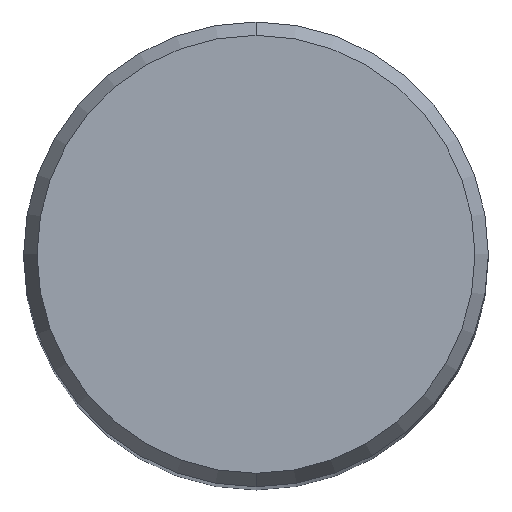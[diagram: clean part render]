
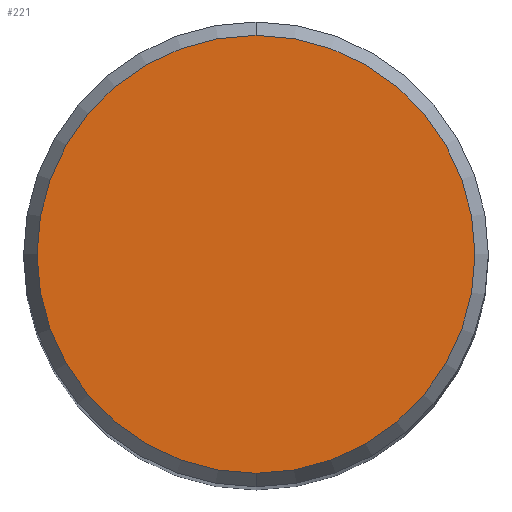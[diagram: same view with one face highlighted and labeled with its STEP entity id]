
A CAD part, top view. The second image highlights one B-rep face of the part: STEP entity #221.
In plain terms, the highlighted planar face has unit normal (0, 0, 1).
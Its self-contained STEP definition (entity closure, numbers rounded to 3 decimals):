
#99=VERTEX_POINT('',#250);
#101=VERTEX_POINT('',#252);
#179=EDGE_CURVE('',#101,#99,#339,.T.);
#217=EDGE_CURVE('',#99,#101,#382,.T.);
#221=ADVANCED_FACE('',(#386),#387,.T.);
#250=CARTESIAN_POINT('',(0.,-7.479,0.0));
#252=CARTESIAN_POINT('',(0.0,7.479,0.0));
#339=CIRCLE('',#530,7.479);
#382=CIRCLE('',#584,7.479);
#386=FACE_OUTER_BOUND('',#588,.T.);
#387=PLANE('',#589);
#530=AXIS2_PLACEMENT_3D('',#710,#711,#712);
#584=AXIS2_PLACEMENT_3D('',#768,#769,#770);
#588=EDGE_LOOP('',(#772,#773));
#589=AXIS2_PLACEMENT_3D('',#774,#775,#776);
#710=CARTESIAN_POINT('',(0.0,0.0,0.0));
#711=DIRECTION('',(0.0,0.0,-1.0));
#712=DIRECTION('',(0.0,1.0,0.0));
#768=CARTESIAN_POINT('',(0.0,0.0,0.0));
#769=DIRECTION('',(0.0,0.0,-1.0));
#770=DIRECTION('',(0.0,1.0,0.0));
#772=ORIENTED_EDGE('',*,*,#179,.F.);
#773=ORIENTED_EDGE('',*,*,#217,.F.);
#774=CARTESIAN_POINT('',(0.0,3.74,0.0));
#775=DIRECTION('',(-0.0,0.0,1.0));
#776=DIRECTION('',(0.0,-1.0,0.0));
